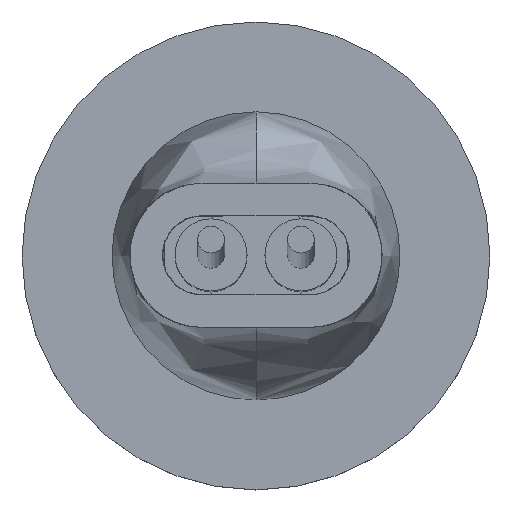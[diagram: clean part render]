
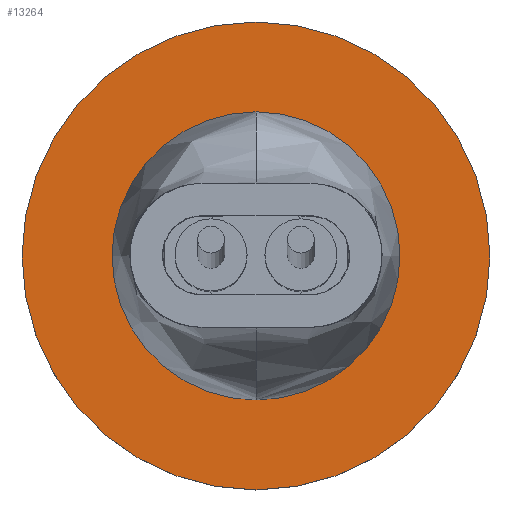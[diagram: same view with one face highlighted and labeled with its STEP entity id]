
A CAD part, top view. The second image highlights one B-rep face of the part: STEP entity #13264.
In plain terms, the highlighted planar face has unit normal (0, 0, 1).
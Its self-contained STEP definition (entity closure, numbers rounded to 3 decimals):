
#64 = DIRECTION ( 'NONE',  ( 1., 0., 0. ) ) ;
#221 = VERTEX_POINT ( 'NONE', #3865 ) ;
#362 = AXIS2_PLACEMENT_3D ( 'NONE', #4477, #16464, #6201 ) ;
#1942 = VERTEX_POINT ( 'NONE', #5027 ) ;
#1949 = DIRECTION ( 'NONE',  ( 0., 0., 1. ) ) ;
#2255 = CIRCLE ( 'NONE', #4159, 5.9 ) ;
#3645 = ORIENTED_EDGE ( 'NONE', *, *, #20097, .F. ) ;
#3865 = CARTESIAN_POINT ( 'NONE',  ( -5.9, 0., 100.6 ) ) ;
#4159 = AXIS2_PLACEMENT_3D ( 'NONE', #20606, #10321, #64 ) ;
#4477 = CARTESIAN_POINT ( 'NONE',  ( 0., 0., 100.6 ) ) ;
#5027 = CARTESIAN_POINT ( 'NONE',  ( -13., 0., 100.6 ) ) ;
#6106 = CARTESIAN_POINT ( 'NONE',  ( 0., 0., 100.6 ) ) ;
#6201 = DIRECTION ( 'NONE',  ( 1., 0., 0. ) ) ;
#6341 = ORIENTED_EDGE ( 'NONE', *, *, #9317, .T. ) ;
#6539 = ORIENTED_EDGE ( 'NONE', *, *, #19362, .F. ) ;
#6979 = CARTESIAN_POINT ( 'NONE',  ( 0., 0., 100.6 ) ) ;
#7397 = ORIENTED_EDGE ( 'NONE', *, *, #20530, .T. ) ;
#7625 = CIRCLE ( 'NONE', #8046, 5.9 ) ;
#7828 = DIRECTION ( 'NONE',  ( 1., 0., 0. ) ) ;
#8046 = AXIS2_PLACEMENT_3D ( 'NONE', #12213, #1949, #13940 ) ;
#8584 = CARTESIAN_POINT ( 'NONE',  ( 13., 0., 100.6 ) ) ;
#8705 = DIRECTION ( 'NONE',  ( 1., 0., 0. ) ) ;
#8836 = FACE_BOUND ( 'NONE', #14136, .T. ) ;
#9317 = EDGE_CURVE ( 'NONE', #11321, #1942, #17152, .T. ) ;
#9656 = VERTEX_POINT ( 'NONE', #14740 ) ;
#10321 = DIRECTION ( 'NONE',  ( 0., 0., 1. ) ) ;
#11321 = VERTEX_POINT ( 'NONE', #8584 ) ;
#12213 = CARTESIAN_POINT ( 'NONE',  ( 0., 0., 100.6 ) ) ;
#12852 = FACE_OUTER_BOUND ( 'NONE', #15944, .T. ) ;
#13264 = ADVANCED_FACE ( 'NONE', ( #8836, #12852 ), #14563, .T. ) ;
#13940 = DIRECTION ( 'NONE',  ( 1., 0., 0. ) ) ;
#14136 = EDGE_LOOP ( 'NONE', ( #3645, #6539 ) ) ;
#14563 = PLANE ( 'NONE',  #18659 ) ;
#14740 = CARTESIAN_POINT ( 'NONE',  ( 5.9, 0., 100.6 ) ) ;
#14928 = AXIS2_PLACEMENT_3D ( 'NONE', #6979, #18970, #8705 ) ;
#15944 = EDGE_LOOP ( 'NONE', ( #7397, #6341 ) ) ;
#16464 = DIRECTION ( 'NONE',  ( 0., 0., 1. ) ) ;
#17152 = CIRCLE ( 'NONE', #362, 13. ) ;
#18101 = DIRECTION ( 'NONE',  ( 0., 0., 1. ) ) ;
#18659 = AXIS2_PLACEMENT_3D ( 'NONE', #6106, #18101, #7828 ) ;
#18970 = DIRECTION ( 'NONE',  ( 0., 0., 1. ) ) ;
#19150 = CIRCLE ( 'NONE', #14928, 13. ) ;
#19362 = EDGE_CURVE ( 'NONE', #9656, #221, #2255, .T. ) ;
#20097 = EDGE_CURVE ( 'NONE', #221, #9656, #7625, .T. ) ;
#20530 = EDGE_CURVE ( 'NONE', #1942, #11321, #19150, .T. ) ;
#20606 = CARTESIAN_POINT ( 'NONE',  ( 0., 0., 100.6 ) ) ;
